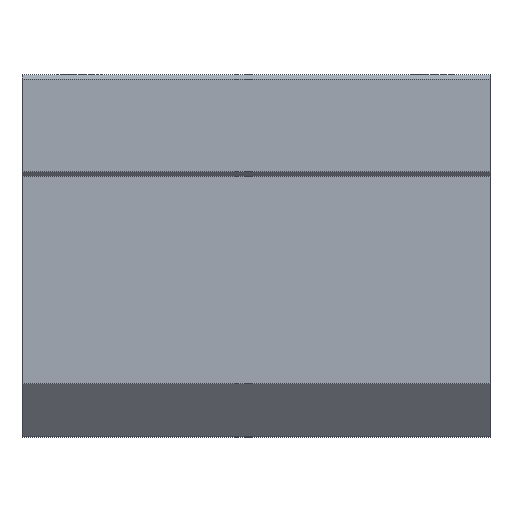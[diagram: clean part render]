
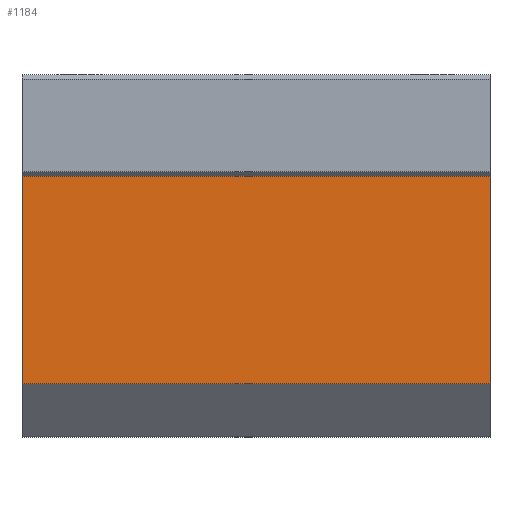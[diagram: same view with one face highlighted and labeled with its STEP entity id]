
A CAD part, top view. The second image highlights one B-rep face of the part: STEP entity #1184.
In plain terms, the highlighted planar face has unit normal (0, 0, 1).
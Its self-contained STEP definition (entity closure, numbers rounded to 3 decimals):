
#10 = DIRECTION ( 'NONE',  ( 1., 0., 0. ) ) ;
#86 = CARTESIAN_POINT ( 'NONE',  ( -26.5, -14., 26.5 ) ) ;
#87 = CARTESIAN_POINT ( 'NONE',  ( 26.5, 9.5, 26.5 ) ) ;
#95 = CARTESIAN_POINT ( 'NONE',  ( 26.5, -14., 26.5 ) ) ;
#100 = VERTEX_POINT ( 'NONE', #121 ) ;
#121 = CARTESIAN_POINT ( 'NONE',  ( -26.5, 9.5, 26.5 ) ) ;
#122 = CARTESIAN_POINT ( 'NONE',  ( -26.5, -14., 26.5 ) ) ;
#137 = CARTESIAN_POINT ( 'NONE',  ( 26.5, -14., 26.5 ) ) ;
#158 = VERTEX_POINT ( 'NONE', #95 ) ;
#172 = DIRECTION ( 'NONE',  ( 1., 0., 0. ) ) ;
#189 = VERTEX_POINT ( 'NONE', #87 ) ;
#208 = CARTESIAN_POINT ( 'NONE',  ( -26.5, 9.5, 26.5 ) ) ;
#213 = DIRECTION ( 'NONE',  ( 0., -1., 0. ) ) ;
#336 = CARTESIAN_POINT ( 'NONE',  ( -26.5, -14., 26.5 ) ) ;
#337 = DIRECTION ( 'NONE',  ( 0., -1., 0. ) ) ;
#346 = VERTEX_POINT ( 'NONE', #336 ) ;
#488 = FACE_OUTER_BOUND ( 'NONE', #691, .T. ) ;
#546 = ORIENTED_EDGE ( 'NONE', *, *, #1018, .F. ) ;
#565 = ORIENTED_EDGE ( 'NONE', *, *, #1022, .T. ) ;
#567 = VECTOR ( 'NONE', #10, 1000. ) ;
#618 = ORIENTED_EDGE ( 'NONE', *, *, #1021, .F. ) ;
#638 = ORIENTED_EDGE ( 'NONE', *, *, #989, .T. ) ;
#654 = LINE ( 'NONE', #86, #567 ) ;
#691 = EDGE_LOOP ( 'NONE', ( #638, #618, #546, #565 ) ) ;
#799 = DIRECTION ( 'NONE',  ( 0., 0., 1. ) ) ;
#801 = PLANE ( 'NONE',  #1133 ) ;
#802 = CARTESIAN_POINT ( 'NONE',  ( -26.5, -14., 26.5 ) ) ;
#828 = DIRECTION ( 'NONE',  ( 1., 0., 0. ) ) ;
#890 = LINE ( 'NONE', #137, #931 ) ;
#916 = LINE ( 'NONE', #122, #964 ) ;
#931 = VECTOR ( 'NONE', #337, 1000. ) ;
#946 = VECTOR ( 'NONE', #172, 1000. ) ;
#964 = VECTOR ( 'NONE', #213, 1000. ) ;
#982 = LINE ( 'NONE', #208, #946 ) ;
#989 = EDGE_CURVE ( 'NONE', #346, #158, #654, .T. ) ;
#1018 = EDGE_CURVE ( 'NONE', #100, #189, #982, .T. ) ;
#1021 = EDGE_CURVE ( 'NONE', #189, #158, #890, .T. ) ;
#1022 = EDGE_CURVE ( 'NONE', #100, #346, #916, .T. ) ;
#1133 = AXIS2_PLACEMENT_3D ( 'NONE', #802, #799, #828 ) ;
#1184 = ADVANCED_FACE ( 'NONE', ( #488 ), #801, .T. ) ;
